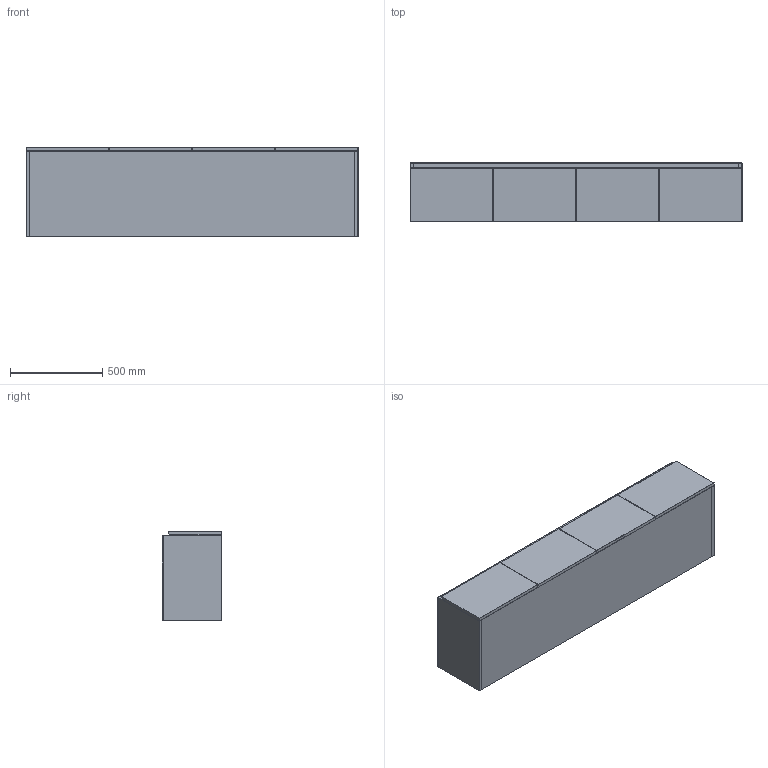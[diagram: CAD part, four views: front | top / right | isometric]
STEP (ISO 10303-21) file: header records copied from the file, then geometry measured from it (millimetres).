
FILE_DESCRIPTION((''),'2;1');
FILE_NAME('KADO_LUSSI_1800_CABINET_A_ASM','2022-08-18T16:45:18',('gshvetsov'),(''),'CREO PARAMETRIC BY PTC INC, 2022014','CREO PARAMETRIC BY PTC INC, 2022014','');
FILE_SCHEMA(('CONFIG_CONTROL_DESIGN'));
Length unit declared in the file: millimetre
Products named in the file (9): KADO_LUSSI_1800_CARCASS_A; KADO_LUSSI_1800_CAB_FRONTP_A; KADO_LUSSI_1800_CAB_SIDEP_A; KADO_LUSSI_1800_CARCASS_TOP; KADO_LUSSI_1800_CARCASS_MID_A; KADO_LUSSI_CARCASS_VERT_RIGHT_A; KADO_LUSSI_1800_PACKER; KADO_LUSSI_1800_DOOR_A; KADO_LUSSI_1800_CABINET_A_ASM
Assembly tree (12 placements, depth 2):
  KADO_LUSSI_1800_CABINET_A_ASM
    KADO_LUSSI_1800_CARCASS_A
    KADO_LUSSI_1800_CAB_FRONTP_A
    KADO_LUSSI_1800_CAB_SIDEP_A  x2
    KADO_LUSSI_1800_CARCASS_TOP
    KADO_LUSSI_1800_CARCASS_MID_A
    KADO_LUSSI_CARCASS_VERT_RIGHT_A
    KADO_LUSSI_1800_PACKER
    KADO_LUSSI_1800_DOOR_A  x4
Bounding box: 1800 x 320 x 482 mm (x, y, z)
Volume: 51947333.7 mm3; surface area: 6844078.3 mm2
Topology: 12 solids, 12 shells, 296 faces, 624 edges, 352 vertices
Faces by surface type: plane 116, cylinder 116, sphere 60, bspline 4
Entity records: 5161 total; most frequent: CARTESIAN_POINT 957, DIRECTION 892, ORIENTED_EDGE 792, EDGE_CURVE 396, AXIS2_PLACEMENT_3D 307, VECTOR 278, LINE 278, VERTEX_POINT 238
